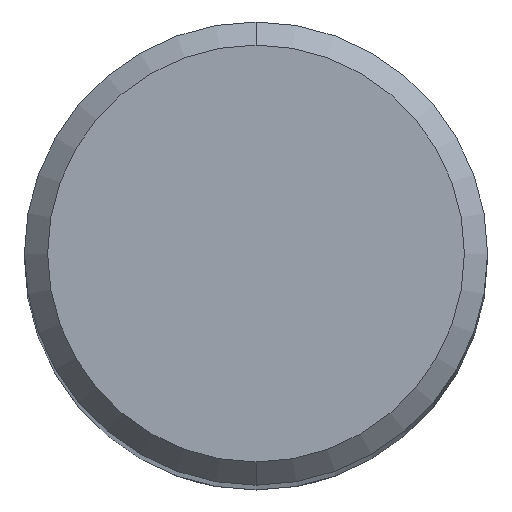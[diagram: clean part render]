
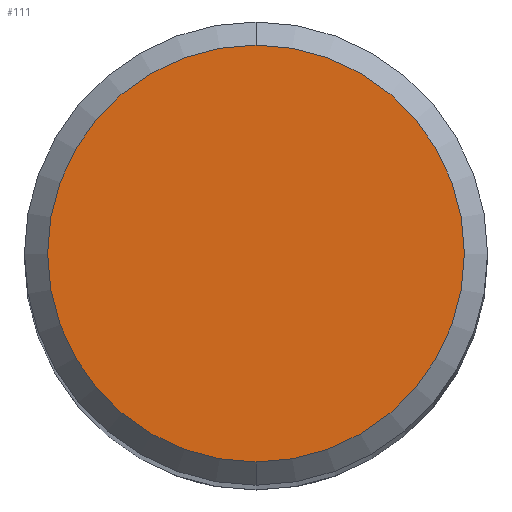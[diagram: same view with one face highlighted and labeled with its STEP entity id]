
A CAD part, top view. The second image highlights one B-rep face of the part: STEP entity #111.
In plain terms, the highlighted planar face has unit normal (0, 0, 1).
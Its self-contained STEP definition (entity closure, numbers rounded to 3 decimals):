
#103=EDGE_CURVE('',#175,#115,#220,.T.);
#111=ADVANCED_FACE('',(#229),#230,.T.);
#115=VERTEX_POINT('',#234);
#167=EDGE_CURVE('',#115,#175,#292,.T.);
#175=VERTEX_POINT('',#301);
#220=CIRCLE('',#345,4.5);
#229=FACE_OUTER_BOUND('',#356,.T.);
#230=PLANE('',#357);
#234=CARTESIAN_POINT('',(0.,-4.5,0.0));
#292=CIRCLE('',#434,4.5);
#301=CARTESIAN_POINT('',(0.0,4.5,0.0));
#345=AXIS2_PLACEMENT_3D('',#476,#477,#478);
#356=EDGE_LOOP('',(#490,#491));
#357=AXIS2_PLACEMENT_3D('',#492,#493,#494);
#434=AXIS2_PLACEMENT_3D('',#570,#571,#572);
#476=CARTESIAN_POINT('',(0.0,0.0,0.0));
#477=DIRECTION('',(0.0,0.0,-1.0));
#478=DIRECTION('',(0.0,1.0,0.0));
#490=ORIENTED_EDGE('',*,*,#103,.F.);
#491=ORIENTED_EDGE('',*,*,#167,.F.);
#492=CARTESIAN_POINT('',(0.0,2.25,0.0));
#493=DIRECTION('',(-0.0,0.0,1.0));
#494=DIRECTION('',(0.0,-1.0,0.0));
#570=CARTESIAN_POINT('',(0.0,0.0,0.0));
#571=DIRECTION('',(0.0,0.0,-1.0));
#572=DIRECTION('',(0.0,1.0,0.0));
